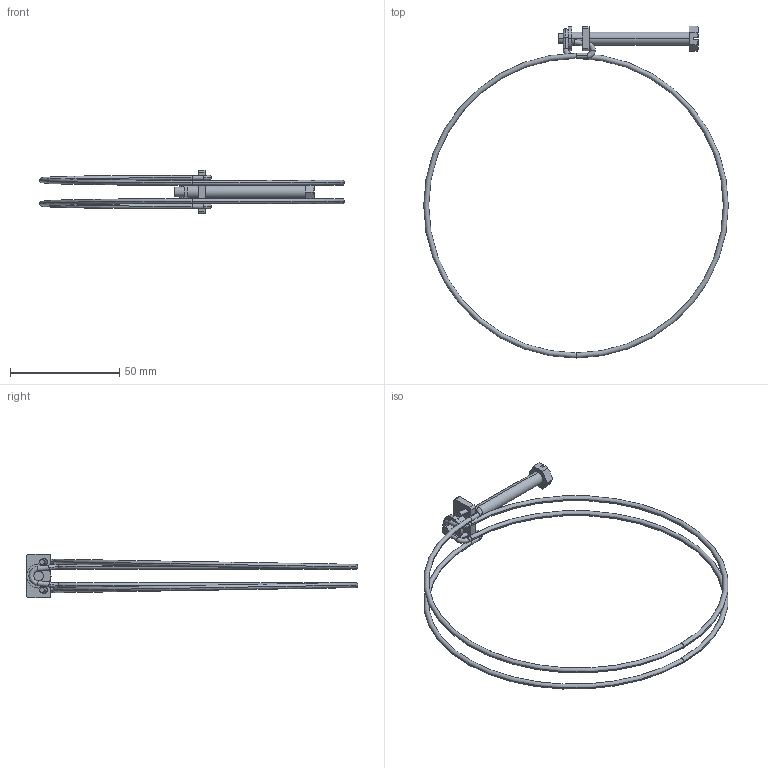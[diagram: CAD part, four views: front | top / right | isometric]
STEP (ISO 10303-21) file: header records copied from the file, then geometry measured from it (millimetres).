
FILE_DESCRIPTION (( 'STEP AP214' ), '1' );
FILE_NAME ('TM_145SS_135.STEP', '2015-06-08T07:05:15', ( '' ), ( '' ), 'SwSTEP 2.0', 'SolidWorks 2015', '' );
FILE_SCHEMA (( 'AUTOMOTIVE_DESIGN' ));
Length unit declared in the file: millimetre
Products named in the file (4): TM_145SS_135; band; holder; screw
Assembly tree (3 placements, depth 2):
  TM_145SS_135
    screw
    holder
    band
Bounding box: 139.61 x 152.14 x 20 mm (x, y, z)
Volume: 6462 mm3; surface area: 9037.9 mm2
Topology: 3 solids, 3 shells, 95 faces, 242 edges, 156 vertices
Faces by surface type: cylinder 36, plane 31, torus 22, cone 6
Entity records: 3126 total; most frequent: CARTESIAN_POINT 571, DIRECTION 560, ORIENTED_EDGE 484, EDGE_CURVE 242, AXIS2_PLACEMENT_3D 233, VERTEX_POINT 156, CIRCLE 132, EDGE_LOOP 104
